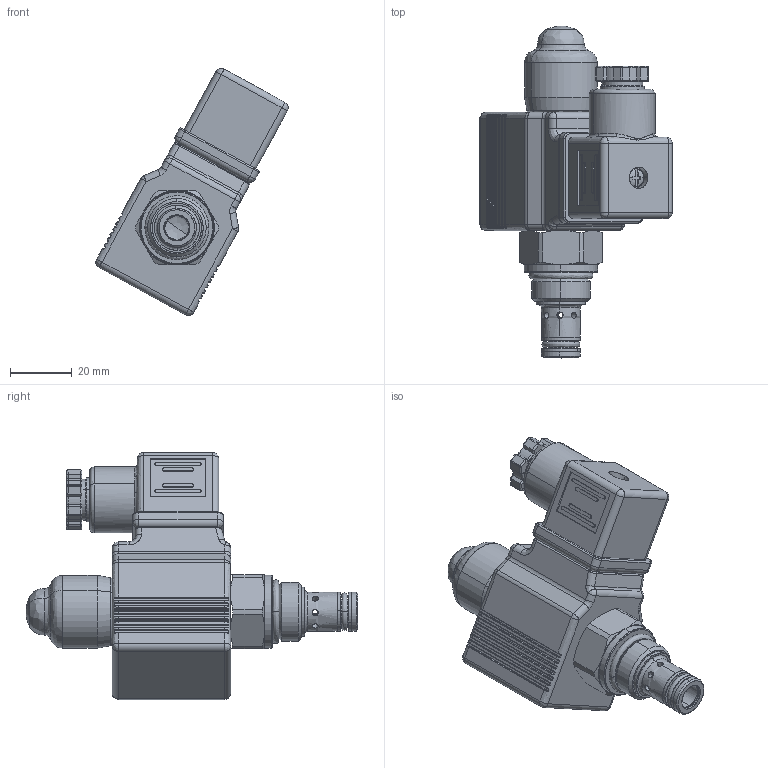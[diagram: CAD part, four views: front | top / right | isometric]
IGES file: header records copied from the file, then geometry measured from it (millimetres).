
Start section: SolidWorks IGES file using analytic representation for surfaces
Global section: file name: C2V02--AH-E11.igs; native system: SolidWorks 2012; preprocessor: SolidWorks 2012; author: serviziopdm; date: 131001.165948; units: millimetre
Bounding box: 62.53 x 107.9 x 80.33 mm (x, y, z)
Surface area: 20946 mm2 (no closed solid volume)
Topology: 0 solids, 0 shells, 586 faces, 5679 edges, 5642 vertices
Faces by surface type: revolution 294, bspline 292
